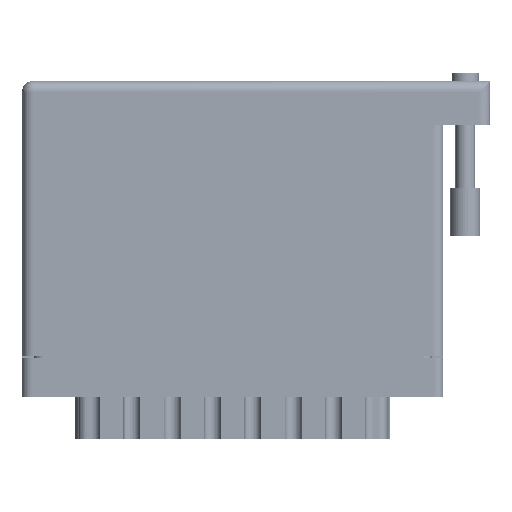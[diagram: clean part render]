
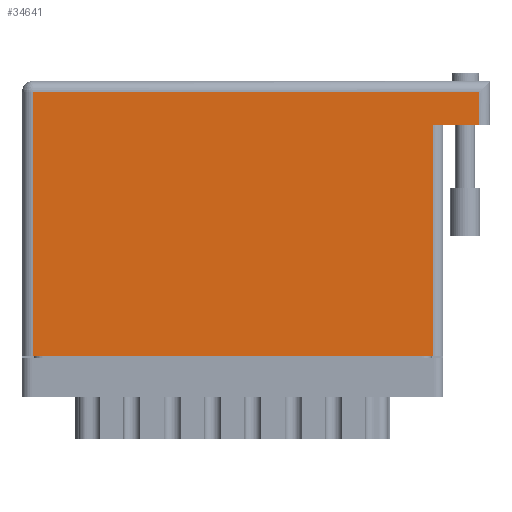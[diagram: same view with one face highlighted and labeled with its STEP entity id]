
A CAD part, front view. The second image highlights one B-rep face of the part: STEP entity #34641.
In plain terms, the highlighted face is planar.
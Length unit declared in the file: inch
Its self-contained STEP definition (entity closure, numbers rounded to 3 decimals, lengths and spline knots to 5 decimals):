
#1961 = ORIENTED_EDGE ( 'NONE', *, *, #20508, .T. ) ;
#2730 = CARTESIAN_POINT ( 'NONE',  ( 2.648, 1.495, 0. ) ) ;
#4697 = LINE ( 'NONE', #25097, #34235 ) ;
#5275 = ORIENTED_EDGE ( 'NONE', *, *, #54849, .T. ) ;
#5378 = LINE ( 'NONE', #68825, #71819 ) ;
#5688 = AXIS2_PLACEMENT_3D ( 'NONE', #26863, #68062, #44875 ) ;
#6714 = LINE ( 'NONE', #52085, #36233 ) ;
#7768 = LINE ( 'NONE', #48676, #48224 ) ;
#8457 = LINE ( 'NONE', #67203, #32449 ) ;
#9691 = VERTEX_POINT ( 'NONE', #2730 ) ;
#10707 = EDGE_CURVE ( 'NONE', #44563, #47460, #5378, .T. ) ;
#11422 = DIRECTION ( 'NONE',  ( 0., 1., 0. ) ) ;
#14093 = EDGE_CURVE ( 'NONE', #47460, #19803, #6714, .T. ) ;
#16887 = EDGE_CURVE ( 'NONE', #44563, #9691, #8457, .T. ) ;
#19803 = VERTEX_POINT ( 'NONE', #25462 ) ;
#20508 = EDGE_CURVE ( 'NONE', #73204, #9691, #22740, .T. ) ;
#22740 = LINE ( 'NONE', #51567, #74525 ) ;
#25097 = CARTESIAN_POINT ( 'NONE',  ( 0., 0., 0. ) ) ;
#25462 = CARTESIAN_POINT ( 'NONE',  ( 0.07, 1.705, 0. ) ) ;
#26863 = CARTESIAN_POINT ( 'NONE',  ( 0., 1.775, 0. ) ) ;
#28363 = EDGE_CURVE ( 'NONE', #31240, #73204, #4697, .T. ) ;
#31240 = VERTEX_POINT ( 'NONE', #65116 ) ;
#32449 = VECTOR ( 'NONE', #44286, 39.37008 ) ;
#33263 = CARTESIAN_POINT ( 'NONE',  ( 2.948, 1.705, 0. ) ) ;
#34235 = VECTOR ( 'NONE', #36216, 39.37008 ) ;
#34641 = ADVANCED_FACE ( 'NONE', ( #41616 ), #73797, .F. ) ;
#36216 = DIRECTION ( 'NONE',  ( 1., 0., 0. ) ) ;
#36233 = VECTOR ( 'NONE', #58011, 39.37008 ) ;
#41616 = FACE_OUTER_BOUND ( 'NONE', #59331, .T. ) ;
#44286 = DIRECTION ( 'NONE',  ( -1., 0., 0. ) ) ;
#44563 = VERTEX_POINT ( 'NONE', #62690 ) ;
#44875 = DIRECTION ( 'NONE',  ( -1., 0., 0. ) ) ;
#47460 = VERTEX_POINT ( 'NONE', #33263 ) ;
#48224 = VECTOR ( 'NONE', #54550, 39.37008 ) ;
#48676 = CARTESIAN_POINT ( 'NONE',  ( 0.07, 0., 0. ) ) ;
#51567 = CARTESIAN_POINT ( 'NONE',  ( 2.648, 1.495, 0. ) ) ;
#51900 = ORIENTED_EDGE ( 'NONE', *, *, #16887, .F. ) ;
#52085 = CARTESIAN_POINT ( 'NONE',  ( 0., 1.705, 0. ) ) ;
#54550 = DIRECTION ( 'NONE',  ( 0., -1., 0. ) ) ;
#54849 = EDGE_CURVE ( 'NONE', #19803, #31240, #7768, .T. ) ;
#58011 = DIRECTION ( 'NONE',  ( -1., 0., 0. ) ) ;
#59331 = EDGE_LOOP ( 'NONE', ( #65713, #1961, #51900, #65483, #60209, #5275 ) ) ;
#60209 = ORIENTED_EDGE ( 'NONE', *, *, #14093, .T. ) ;
#62690 = CARTESIAN_POINT ( 'NONE',  ( 2.948, 1.495, 0. ) ) ;
#62915 = CARTESIAN_POINT ( 'NONE',  ( 2.648, 0., 0. ) ) ;
#65116 = CARTESIAN_POINT ( 'NONE',  ( 0.07, 0., 0. ) ) ;
#65483 = ORIENTED_EDGE ( 'NONE', *, *, #10707, .T. ) ;
#65713 = ORIENTED_EDGE ( 'NONE', *, *, #28363, .T. ) ;
#67203 = CARTESIAN_POINT ( 'NONE',  ( 3.018, 1.495, 0. ) ) ;
#68062 = DIRECTION ( 'NONE',  ( 0., 0., -1. ) ) ;
#68576 = DIRECTION ( 'NONE',  ( 0., 1., 0. ) ) ;
#68825 = CARTESIAN_POINT ( 'NONE',  ( 2.948, 1.775, 0. ) ) ;
#71819 = VECTOR ( 'NONE', #68576, 39.37008 ) ;
#73204 = VERTEX_POINT ( 'NONE', #62915 ) ;
#73797 = PLANE ( 'NONE',  #5688 ) ;
#74525 = VECTOR ( 'NONE', #11422, 39.37008 ) ;
